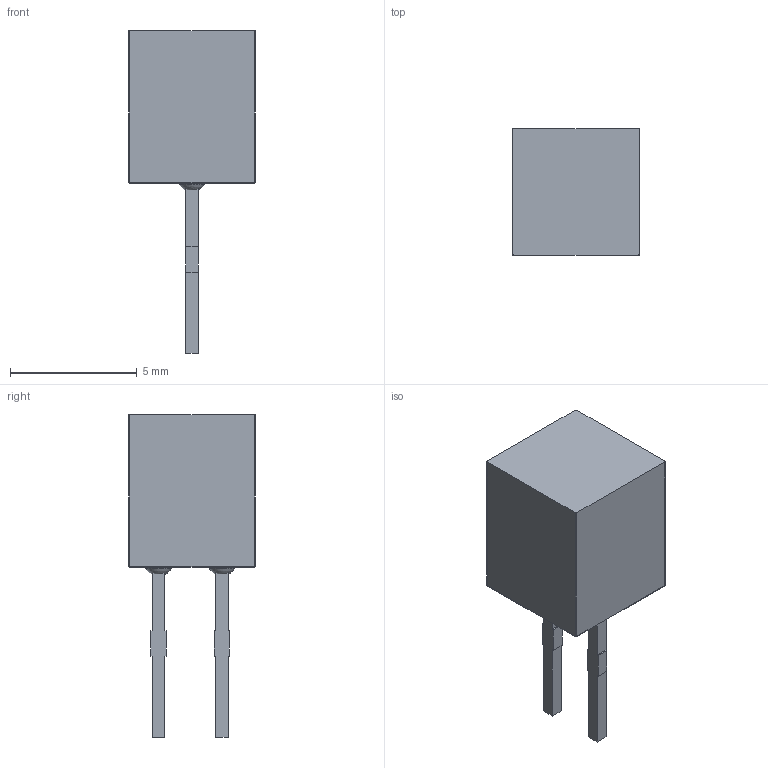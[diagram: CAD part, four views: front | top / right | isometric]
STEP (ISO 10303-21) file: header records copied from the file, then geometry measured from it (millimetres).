
FILE_DESCRIPTION(/* description */ ('KiCad electronic assembly'),/* implementation_level */ '2;1');
FILE_NAME(/* name */ 'Cube_LED.step',/* time_stamp */ '2026-01-09T01:50:02+02:00',/* author */ (''),/* organization */ (''),/* preprocessor_version */ 'ST-DEVELOPER v20.1',/* originating_system */ 'Autodesk Translation Framework v14.21.0.0',/* authorisation */ '');
FILE_SCHEMA (('AUTOMOTIVE_DESIGN { 1 0 10303 214 3 1 1 }'));
Length unit declared in the file: millimetre
Products named in the file (4): Solder Kit - Electronic Dice 1; LED 5x5mm, Thru-hole, Straight 3; COMPOUND; COMPOUND_1
Assembly tree (3 placements, depth 3):
  Solder Kit - Electronic Dice 1
    LED 5x5mm, Thru-hole, Straight 3
      COMPOUND
      COMPOUND_1
Bounding box: 5 x 5 x 12.72 mm (x, y, z)
Volume: 154.2 mm3; surface area: 229 mm2
Topology: 2 solids, 4 shells, 70 faces, 178 edges, 116 vertices
Faces by surface type: plane 49, cylinder 8, sphere 6, bspline 6, cone 1
Entity records: 3404 total; most frequent: CARTESIAN_POINT 1643, ORIENTED_EDGE 344, DIRECTION 326, EDGE_CURVE 176, LINE 134, VECTOR 134, VERTEX_POINT 116, AXIS2_PLACEMENT_3D 96
